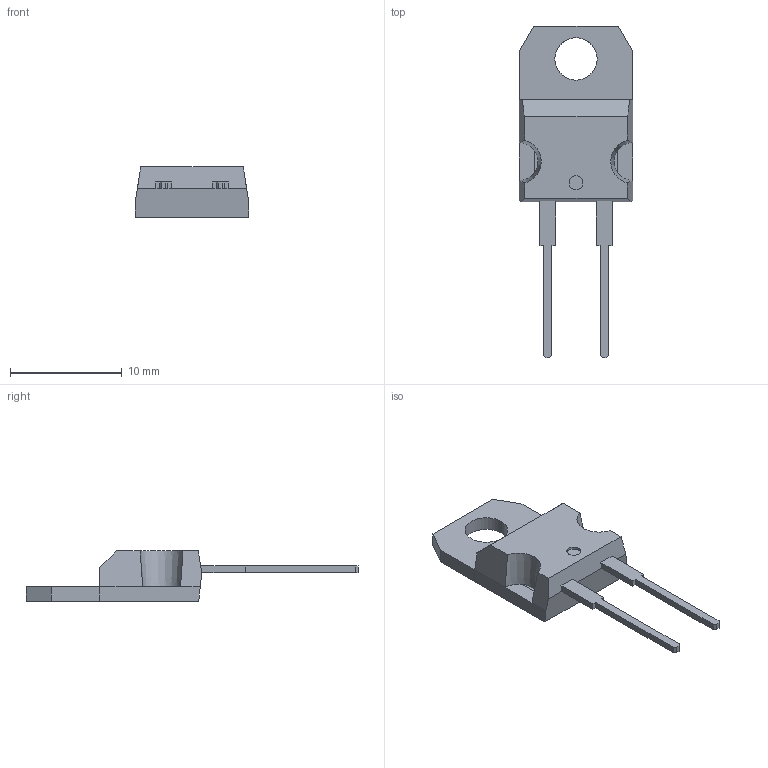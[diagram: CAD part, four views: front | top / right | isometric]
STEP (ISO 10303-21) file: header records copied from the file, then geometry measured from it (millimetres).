
FILE_DESCRIPTION (( 'STEP AP214' ), '1' );
FILE_NAME ('STPSC20065D.STEP', '2023-06-21T07:53:35', ( '' ), ( '' ), 'SwSTEP 2.0', 'SolidWorks 2021', '' );
FILE_SCHEMA (( 'AUTOMOTIVE_DESIGN' ));
Length unit declared in the file: millimetre
Products named in the file (1): STPSC20065D
Bounding box: 10.2 x 29.75 x 4.5 mm (x, y, z)
Volume: 442.9 mm3; surface area: 748.5 mm2
Topology: 4 solids, 4 shells, 61 faces, 160 edges, 104 vertices
Faces by surface type: plane 55, cylinder 4, cone 2
Entity records: 1923 total; most frequent: CARTESIAN_POINT 350, ORIENTED_EDGE 320, DIRECTION 292, EDGE_CURVE 160, LINE 136, VECTOR 136, VERTEX_POINT 104, AXIS2_PLACEMENT_3D 78
